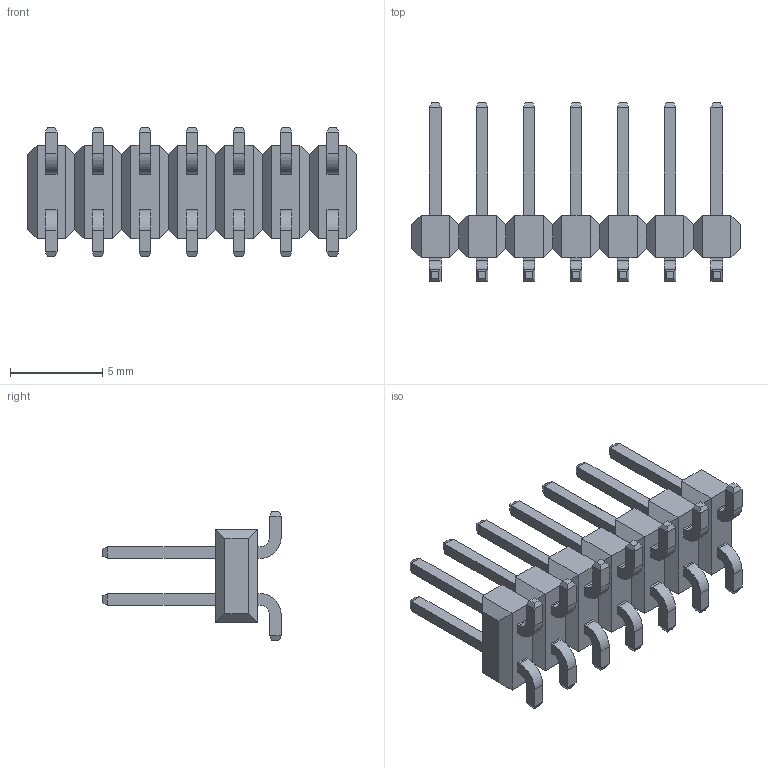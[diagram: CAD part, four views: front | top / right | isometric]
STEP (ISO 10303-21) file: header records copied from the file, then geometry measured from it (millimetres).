
FILE_DESCRIPTION((''),'2;1');
FILE_NAME('015910140','2016-12-20T',('ghp'),(''),'PRO/ENGINEER BY PARAMETRIC TECHNOLOGY CORPORATION, 2012310','PRO/ENGINEER BY PARAMETRIC TECHNOLOGY CORPORATION, 2012310','');
FILE_SCHEMA(('CONFIG_CONTROL_DESIGN'));
Length unit declared in the file: inch
Products named in the file (1): 015910140
Bounding box: 17.78 x 9.65 x 6.99 mm (x, y, z)
Volume: 231.7 mm3; surface area: 603.2 mm2
Topology: 1 solids, 1 shells, 394 faces, 956 edges, 592 vertices
Faces by surface type: plane 366, cylinder 28
Entity records: 11043 total; most frequent: CARTESIAN_POINT 1887, DIRECTION 1802, ORIENTED_EDGE 1800, VECTOR 900, LINE 900, EDGE_CURVE 900, VERTEX_POINT 536, AXIS2_PLACEMENT_3D 451
